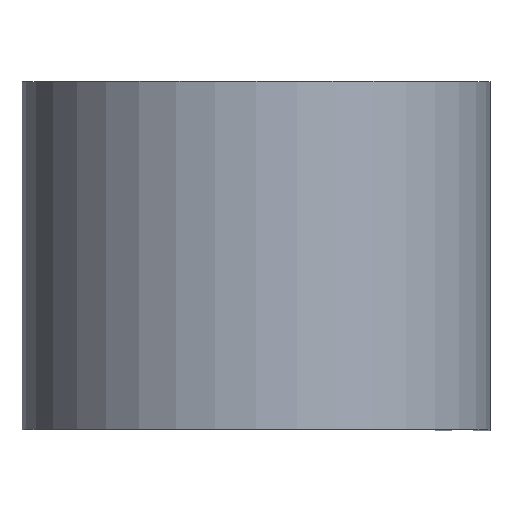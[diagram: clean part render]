
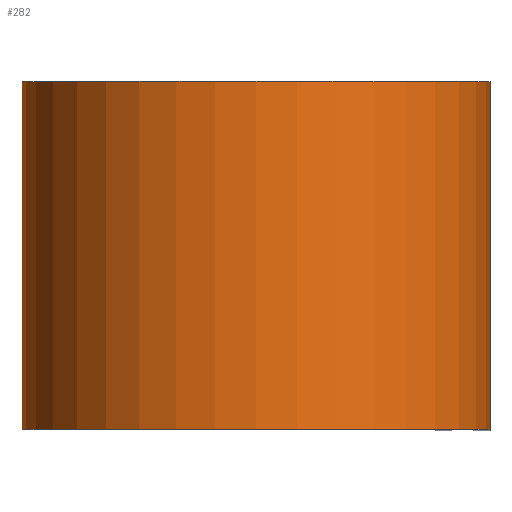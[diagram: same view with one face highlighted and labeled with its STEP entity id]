
A CAD part, top view. The second image highlights one B-rep face of the part: STEP entity #282.
In plain terms, the highlighted cylindrical face has radius 17.094 mm (diameter 34.188 mm), a partial arc.
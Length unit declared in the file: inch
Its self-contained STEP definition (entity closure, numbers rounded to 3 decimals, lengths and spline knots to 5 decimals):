
#17 = LINE ( 'NONE', #553, #130 ) ;
#46 = ORIENTED_EDGE ( 'NONE', *, *, #229, .T. ) ;
#47 = AXIS2_PLACEMENT_3D ( 'NONE', #482, #484, #531 ) ;
#51 = VECTOR ( 'NONE', #74, 39.37008 ) ;
#67 = CARTESIAN_POINT ( 'NONE',  ( 0., 0.5, -0.673 ) ) ;
#74 = DIRECTION ( 'NONE',  ( 0., -1., 0. ) ) ;
#81 = ORIENTED_EDGE ( 'NONE', *, *, #397, .F. ) ;
#129 = EDGE_CURVE ( 'NONE', #627, #143, #323, .T. ) ;
#130 = VECTOR ( 'NONE', #563, 39.37008 ) ;
#143 = VERTEX_POINT ( 'NONE', #230 ) ;
#179 = FACE_OUTER_BOUND ( 'NONE', #201, .T. ) ;
#201 = EDGE_LOOP ( 'NONE', ( #46, #81, #554, #676 ) ) ;
#229 = EDGE_CURVE ( 'NONE', #577, #658, #255, .T. ) ;
#230 = CARTESIAN_POINT ( 'NONE',  ( 0.673, 0.5, 0. ) ) ;
#255 = CIRCLE ( 'NONE', #47, 0.673 ) ;
#279 = DIRECTION ( 'NONE',  ( 1., 0., 0. ) ) ;
#281 = DIRECTION ( 'NONE',  ( 0., 1., 0. ) ) ;
#282 = ADVANCED_FACE ( 'NONE', ( #179 ), #299, .T. ) ;
#284 = CARTESIAN_POINT ( 'NONE',  ( 0., 0.5, 0. ) ) ;
#299 = CYLINDRICAL_SURFACE ( 'NONE', #338, 0.673 ) ;
#316 = CARTESIAN_POINT ( 'NONE',  ( 0., -0.5, -0.673 ) ) ;
#323 = CIRCLE ( 'NONE', #460, 0.673 ) ;
#338 = AXIS2_PLACEMENT_3D ( 'NONE', #663, #666, #659 ) ;
#352 = CARTESIAN_POINT ( 'NONE',  ( 0.673, -0.5, 0. ) ) ;
#397 = EDGE_CURVE ( 'NONE', #143, #658, #17, .T. ) ;
#460 = AXIS2_PLACEMENT_3D ( 'NONE', #284, #281, #279 ) ;
#482 = CARTESIAN_POINT ( 'NONE',  ( 0., -0.5, 0. ) ) ;
#484 = DIRECTION ( 'NONE',  ( 0., 1., 0. ) ) ;
#531 = DIRECTION ( 'NONE',  ( 1., 0., 0. ) ) ;
#553 = CARTESIAN_POINT ( 'NONE',  ( 0.673, 0.5, 0. ) ) ;
#554 = ORIENTED_EDGE ( 'NONE', *, *, #129, .F. ) ;
#563 = DIRECTION ( 'NONE',  ( 0., -1., 0. ) ) ;
#577 = VERTEX_POINT ( 'NONE', #316 ) ;
#627 = VERTEX_POINT ( 'NONE', #67 ) ;
#658 = VERTEX_POINT ( 'NONE', #352 ) ;
#659 = DIRECTION ( 'NONE',  ( 0., 0., -1. ) ) ;
#661 = EDGE_CURVE ( 'NONE', #627, #577, #662, .T. ) ;
#662 = LINE ( 'NONE', #715, #51 ) ;
#663 = CARTESIAN_POINT ( 'NONE',  ( 0., 0.5, 0. ) ) ;
#666 = DIRECTION ( 'NONE',  ( 0., -1., 0. ) ) ;
#676 = ORIENTED_EDGE ( 'NONE', *, *, #661, .T. ) ;
#715 = CARTESIAN_POINT ( 'NONE',  ( 0., 0.5, -0.673 ) ) ;
